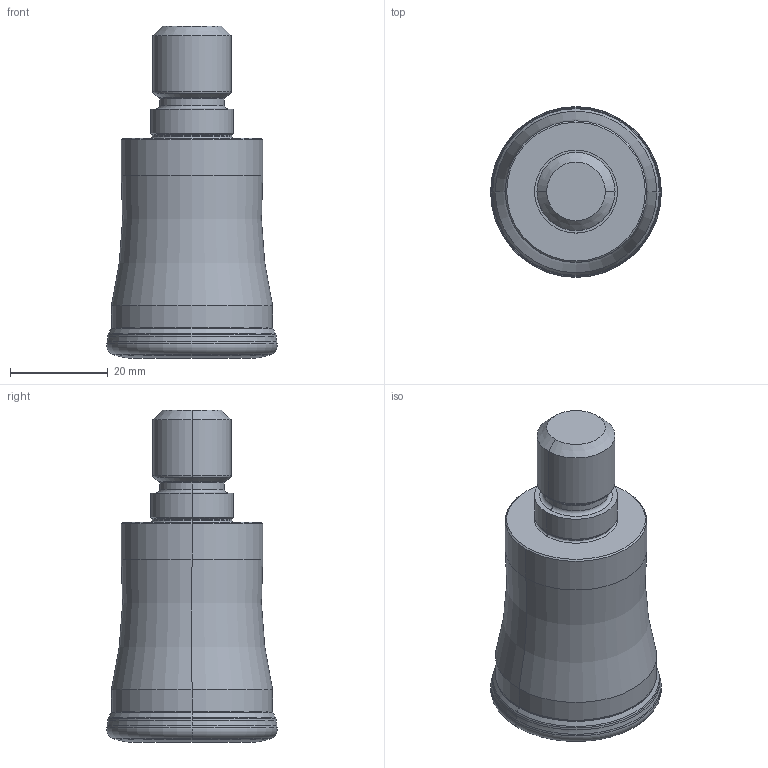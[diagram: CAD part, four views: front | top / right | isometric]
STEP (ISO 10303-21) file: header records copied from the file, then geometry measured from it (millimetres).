
FILE_DESCRIPTION(/* description */ (''),/* implementation_level */ '2;1');
FILE_NAME(/* name */ 'AJX08R354AM1645_MR2_0.stp',/* time_stamp */ '2022-03-28T16:56:33+09:00',/* author */ (''),/* organization */ (''),/* preprocessor_version */ 'ST-DEVELOPER v16',/* originating_system */ 'SIEMENS PLM Software NX 10.0',/* authorisation */ '');
FILE_SCHEMA (('AUTOMOTIVE_DESIGN { 1 0 10303 214 3 1 1 1 }'));
Length unit declared in the file: millimetre
Products named in the file (1): AJX08R354AM1645_MR2_0_ASM
Bounding box: 35 x 35 x 68 mm (x, y, z)
Volume: 40471.7 mm3; surface area: 9094.5 mm2
Topology: 2 solids, 2 shells, 115 faces, 258 edges, 181 vertices
Faces by surface type: revolution 46, cone 26, torus 24, cylinder 14, plane 5
Entity records: 4014 total; most frequent: CARTESIAN_POINT 1368, DIRECTION 537, ORIENTED_EDGE 456, EDGE_CURVE 228, AXIS2_PLACEMENT_3D 224, CIRCLE 144, EDGE_LOOP 118, VERTEX_POINT 118
